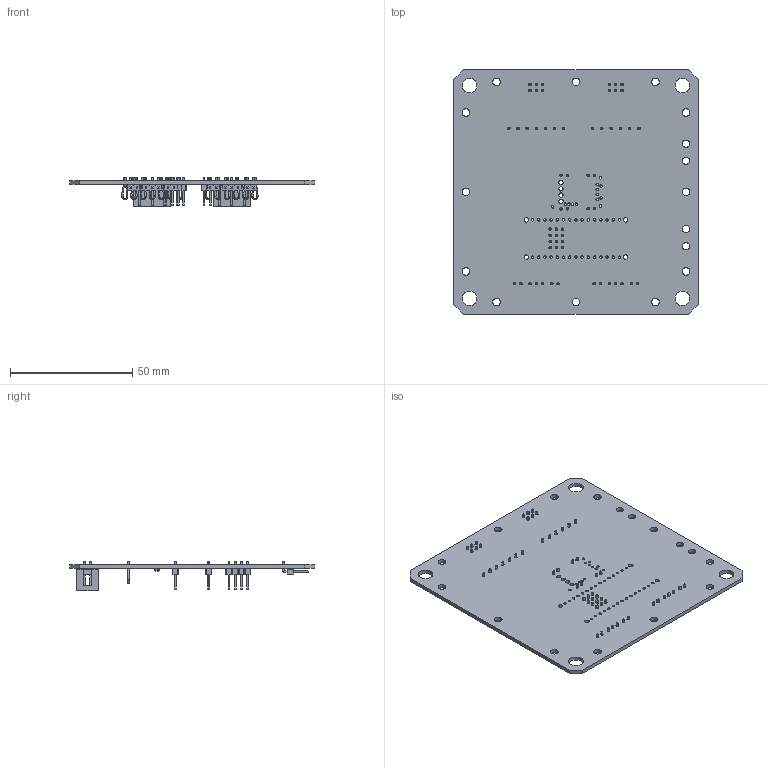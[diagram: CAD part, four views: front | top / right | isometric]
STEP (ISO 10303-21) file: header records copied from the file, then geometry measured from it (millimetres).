
FILE_DESCRIPTION(('KiCad electronic assembly'),'2;1');
FILE_NAME('THE_BRAINS_FIXTURE.step','2021-11-09T18:11:23',('An Author'), ('A Company'),'Open CASCADE STEP processor 6.9', 'KiCad to STEP converter','Unknown');
FILE_SCHEMA(('AUTOMOTIVE_DESIGN { 1 0 10303 214 1 1 1 1 }'));
Length unit declared in the file: millimetre
Products named in the file (16): Open CASCADE STEP translator 6.9 1; PinHeader_1x02_P2.54mm_Vertical; SOLID; PinHeader_1x03_P2.54mm_Vertical; IDC-Header_2x03_P2.54mm_Vertical; SOT-23; PinHeader_1x03_P2.54mm_Horizontal; PinHeader_1x02_P2.54mm_Horizontal; TestPoint_Loop_D2.50mm_Drill1.0mm; COMPOUND
Assembly tree (38 placements, depth 3):
  Open CASCADE STEP translator 6.9 1
    PinHeader_1x02_P2.54mm_Vertical  x4
      SOLID
    PinHeader_1x03_P2.54mm_Vertical  x4
      SOLID
    IDC-Header_2x03_P2.54mm_Vertical  x2
      SOLID
    SOT-23
      SOLID
    PinHeader_1x03_P2.54mm_Horizontal  x2
      SOLID
    PinHeader_1x02_P2.54mm_Horizontal  x4
      SOLID
    TestPoint_Loop_D2.50mm_Drill1.0mm  x13
      SOLID
    COMPOUND
Bounding box: 100 x 100 x 12.1 mm (x, y, z)
Volume: 17331.2 mm3; surface area: 25204.2 mm2
Topology: 31 solids, 31 shells, 1521 faces, 3639 edges, 2276 vertices
Faces by surface type: plane 1255, cylinder 200, bspline 53, torus 13
Full cylindrical faces by diameter (mm): 0.5 x26, 1 x114, 1.75 x4, 1.78 x3, 1.8 x1, 3 x4, 3.2 x12, 6 x4
Entity records: 44982 total; most frequent: CARTESIAN_POINT 7475, DIRECTION 6359, LINE 4109, VECTOR 4109, ORIENTED_EDGE 3228, PCURVE 3228, DEFINITIONAL_REPRESENTATION 3228, EDGE_CURVE 1614
